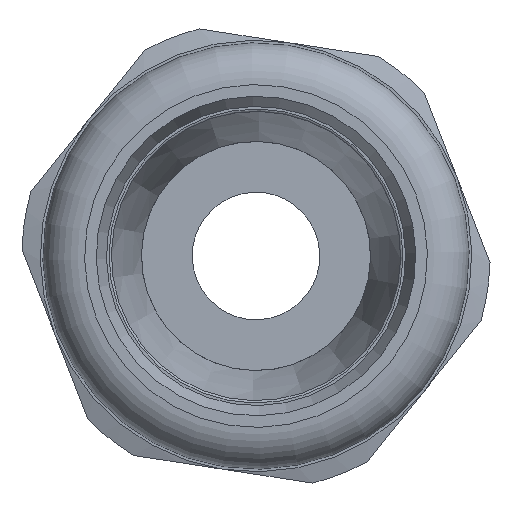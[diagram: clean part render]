
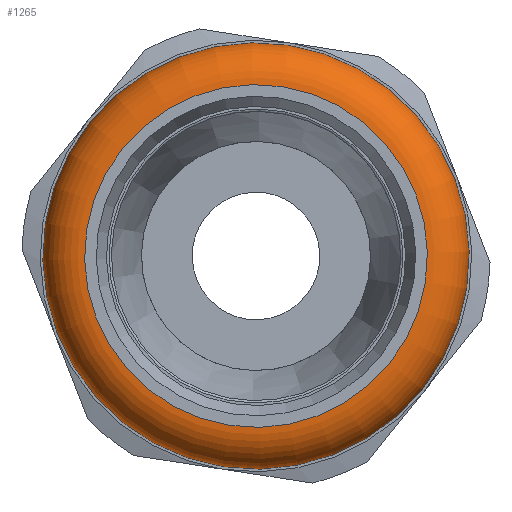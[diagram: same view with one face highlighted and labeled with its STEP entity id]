
A CAD part, left-side view. The second image highlights one B-rep face of the part: STEP entity #1265.
In plain terms, the highlighted toroidal (fillet/blend) face has major radius 14.295 mm and minor radius 3.49 mm.
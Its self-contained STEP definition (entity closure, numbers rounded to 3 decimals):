
#43=TOROIDAL_SURFACE('',#1440,14.295,3.49);
#201=FACE_BOUND('',#373,.T.);
#272=FACE_OUTER_BOUND('',#372,.T.);
#372=EDGE_LOOP('',(#1020));
#373=EDGE_LOOP('',(#1021));
#495=CIRCLE('',#1439,14.295);
#496=CIRCLE('',#1441,17.785);
#621=VERTEX_POINT('',#3662);
#622=VERTEX_POINT('',#3665);
#771=EDGE_CURVE('',#621,#621,#495,.T.);
#772=EDGE_CURVE('',#622,#622,#496,.T.);
#1020=ORIENTED_EDGE('',*,*,#772,.F.);
#1021=ORIENTED_EDGE('',*,*,#771,.T.);
#1265=ADVANCED_FACE('',(#272,#201),#43,.T.);
#1439=AXIS2_PLACEMENT_3D('',#3663,#1703,#1704);
#1440=AXIS2_PLACEMENT_3D('',#3664,#1705,#1706);
#1441=AXIS2_PLACEMENT_3D('',#3666,#1707,#1708);
#1703=DIRECTION('center_axis',(1.,0.,0.));
#1704=DIRECTION('ref_axis',(0.,0.,-1.));
#1705=DIRECTION('center_axis',(1.,0.,0.));
#1706=DIRECTION('ref_axis',(0.,0.,-1.));
#1707=DIRECTION('center_axis',(1.,0.,0.));
#1708=DIRECTION('ref_axis',(0.,0.,-1.));
#3662=CARTESIAN_POINT('',(-20.11,14.295,0.));
#3663=CARTESIAN_POINT('Origin',(-20.11,0.,0.));
#3664=CARTESIAN_POINT('Origin',(-16.62,0.,0.));
#3665=CARTESIAN_POINT('',(-16.62,17.785,0.));
#3666=CARTESIAN_POINT('Origin',(-16.62,0.,0.));
